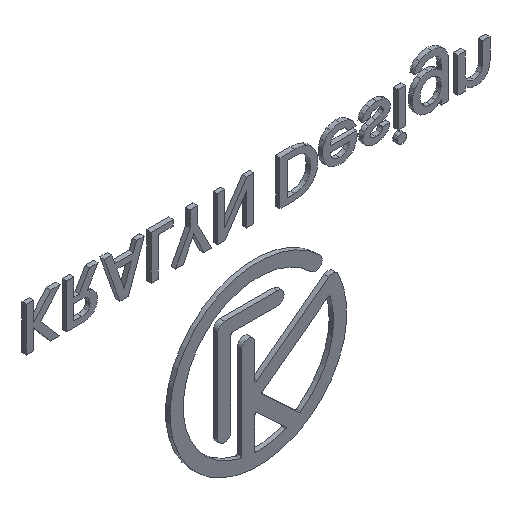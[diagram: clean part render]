
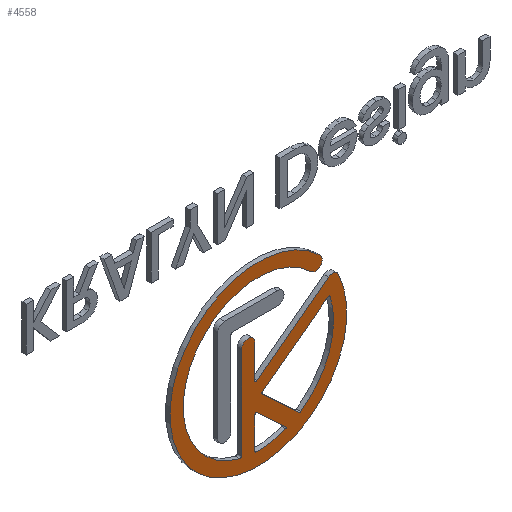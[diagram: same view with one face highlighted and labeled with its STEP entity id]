
A CAD part, isometric view. The second image highlights one B-rep face of the part: STEP entity #4558.
In plain terms, the highlighted planar face has unit normal (0, -1, 0).
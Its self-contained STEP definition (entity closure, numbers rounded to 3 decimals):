
#361=FACE_BOUND('',#822,.T.);
#362=FACE_BOUND('',#823,.T.);
#417=PLANE('',#4878);
#559=FACE_OUTER_BOUND('',#821,.T.);
#821=EDGE_LOOP('',(#3236,#3237,#3238,#3239,#3240,#3241,#3242,#3243,#3244,
#3245));
#822=EDGE_LOOP('',(#3246,#3247,#3248,#3249,#3250,#3251));
#823=EDGE_LOOP('',(#3252,#3253,#3254,#3255,#3256,#3257));
#1088=LINE('',#5863,#1514);
#1093=LINE('',#5878,#1519);
#1100=LINE('',#5896,#1526);
#1105=LINE('',#5920,#1531);
#1110=LINE('',#5935,#1536);
#1113=LINE('',#5947,#1539);
#1118=LINE('',#5965,#1544);
#1514=VECTOR('',#5069,10.);
#1519=VECTOR('',#5082,10.);
#1526=VECTOR('',#5097,10.);
#1531=VECTOR('',#5122,10.);
#1536=VECTOR('',#5141,10.);
#1539=VECTOR('',#5152,10.);
#1544=VECTOR('',#5171,10.);
#1930=CIRCLE('',#4840,0.2);
#1932=CIRCLE('',#4844,0.3);
#1934=CIRCLE('',#4848,0.3);
#1936=CIRCLE('',#4852,0.3);
#1938=CIRCLE('',#4855,17.);
#1940=CIRCLE('',#4858,0.3);
#1942=CIRCLE('',#4862,0.3);
#1944=CIRCLE('',#4865,0.3);
#1946=CIRCLE('',#4869,0.3);
#1949=CIRCLE('',#4874,1.5);
#1950=CIRCLE('',#4876,20.);
#1952=CIRCLE('',#4879,1.5);
#1953=CIRCLE('',#4880,17.);
#1954=CIRCLE('',#4881,1.5);
#1955=CIRCLE('',#4882,17.);
#1976=VERTEX_POINT('',#5853);
#1977=VERTEX_POINT('',#5854);
#1980=VERTEX_POINT('',#5862);
#1982=VERTEX_POINT('',#5868);
#1983=VERTEX_POINT('',#5869);
#1986=VERTEX_POINT('',#5877);
#1988=VERTEX_POINT('',#5883);
#1989=VERTEX_POINT('',#5884);
#1993=VERTEX_POINT('',#5894);
#1994=VERTEX_POINT('',#5898);
#1995=VERTEX_POINT('',#5899);
#1998=VERTEX_POINT('',#5907);
#2000=VERTEX_POINT('',#5913);
#2002=VERTEX_POINT('',#5919);
#2004=VERTEX_POINT('',#5928);
#2006=VERTEX_POINT('',#5937);
#2007=VERTEX_POINT('',#5938);
#2010=VERTEX_POINT('',#5946);
#2013=VERTEX_POINT('',#5954);
#2014=VERTEX_POINT('',#5958);
#2016=VERTEX_POINT('',#5964);
#2017=VERTEX_POINT('',#5967);
#2448=EDGE_CURVE('',#1976,#1977,#1930,.T.);
#2452=EDGE_CURVE('',#1977,#1980,#1088,.T.);
#2455=EDGE_CURVE('',#1982,#1983,#1932,.T.);
#2459=EDGE_CURVE('',#1983,#1986,#1093,.T.);
#2462=EDGE_CURVE('',#1988,#1989,#1934,.F.);
#2468=EDGE_CURVE('',#1993,#1989,#1100,.T.);
#2469=EDGE_CURVE('',#1994,#1995,#1936,.T.);
#2473=EDGE_CURVE('',#1995,#1998,#1938,.T.);
#2476=EDGE_CURVE('',#1998,#2000,#1940,.T.);
#2479=EDGE_CURVE('',#2000,#2002,#1105,.T.);
#2482=EDGE_CURVE('',#1980,#1993,#1942,.T.);
#2484=EDGE_CURVE('',#2002,#2004,#1944,.T.);
#2488=EDGE_CURVE('',#2004,#1994,#1110,.T.);
#2489=EDGE_CURVE('',#2006,#2007,#1946,.T.);
#2493=EDGE_CURVE('',#2007,#2010,#1113,.T.);
#2497=EDGE_CURVE('',#2010,#2013,#1949,.T.);
#2499=EDGE_CURVE('',#2013,#2014,#1950,.T.);
#2502=EDGE_CURVE('',#2016,#2006,#1118,.T.);
#2503=EDGE_CURVE('',#1986,#2016,#1952,.T.);
#2504=EDGE_CURVE('',#1982,#2017,#1953,.T.);
#2505=EDGE_CURVE('',#2014,#2017,#1954,.T.);
#2506=EDGE_CURVE('',#1988,#1976,#1955,.T.);
#3236=ORIENTED_EDGE('',*,*,#2497,.F.);
#3237=ORIENTED_EDGE('',*,*,#2493,.F.);
#3238=ORIENTED_EDGE('',*,*,#2489,.F.);
#3239=ORIENTED_EDGE('',*,*,#2502,.F.);
#3240=ORIENTED_EDGE('',*,*,#2503,.F.);
#3241=ORIENTED_EDGE('',*,*,#2459,.F.);
#3242=ORIENTED_EDGE('',*,*,#2455,.F.);
#3243=ORIENTED_EDGE('',*,*,#2504,.T.);
#3244=ORIENTED_EDGE('',*,*,#2505,.F.);
#3245=ORIENTED_EDGE('',*,*,#2499,.F.);
#3246=ORIENTED_EDGE('',*,*,#2469,.F.);
#3247=ORIENTED_EDGE('',*,*,#2488,.F.);
#3248=ORIENTED_EDGE('',*,*,#2484,.F.);
#3249=ORIENTED_EDGE('',*,*,#2479,.F.);
#3250=ORIENTED_EDGE('',*,*,#2476,.F.);
#3251=ORIENTED_EDGE('',*,*,#2473,.F.);
#3252=ORIENTED_EDGE('',*,*,#2482,.F.);
#3253=ORIENTED_EDGE('',*,*,#2452,.F.);
#3254=ORIENTED_EDGE('',*,*,#2448,.F.);
#3255=ORIENTED_EDGE('',*,*,#2506,.F.);
#3256=ORIENTED_EDGE('',*,*,#2462,.T.);
#3257=ORIENTED_EDGE('',*,*,#2468,.F.);
#4558=ADVANCED_FACE('',(#559,#361,#362),#417,.F.);
#4840=AXIS2_PLACEMENT_3D('',#5855,#5061,#5062);
#4844=AXIS2_PLACEMENT_3D('',#5870,#5074,#5075);
#4848=AXIS2_PLACEMENT_3D('',#5885,#5087,#5088);
#4852=AXIS2_PLACEMENT_3D('',#5900,#5100,#5101);
#4855=AXIS2_PLACEMENT_3D('',#5908,#5108,#5109);
#4858=AXIS2_PLACEMENT_3D('',#5914,#5115,#5116);
#4862=AXIS2_PLACEMENT_3D('',#5925,#5127,#5128);
#4865=AXIS2_PLACEMENT_3D('',#5929,#5133,#5134);
#4869=AXIS2_PLACEMENT_3D('',#5939,#5144,#5145);
#4874=AXIS2_PLACEMENT_3D('',#5955,#5159,#5160);
#4876=AXIS2_PLACEMENT_3D('',#5959,#5164,#5165);
#4878=AXIS2_PLACEMENT_3D('',#5963,#5169,#5170);
#4879=AXIS2_PLACEMENT_3D('',#5966,#5172,#5173);
#4880=AXIS2_PLACEMENT_3D('',#5968,#5174,#5175);
#4881=AXIS2_PLACEMENT_3D('',#5969,#5176,#5177);
#4882=AXIS2_PLACEMENT_3D('',#5970,#5178,#5179);
#5061=DIRECTION('center_axis',(0.,-1.,0.));
#5062=DIRECTION('ref_axis',(0.982,0.,-0.187));
#5069=DIRECTION('',(-0.731,0.,0.682));
#5074=DIRECTION('center_axis',(0.,-1.,0.));
#5075=DIRECTION('ref_axis',(0.614,0.,-0.789));
#5082=DIRECTION('',(0.,0.,1.));
#5087=DIRECTION('center_axis',(0.,-1.,0.));
#5088=DIRECTION('ref_axis',(1.,0.,0.));
#5097=DIRECTION('',(0.,0.,-1.));
#5100=DIRECTION('center_axis',(0.,-1.,0.));
#5101=DIRECTION('ref_axis',(-0.078,0.,-0.997));
#5108=DIRECTION('center_axis',(0.,-1.,0.));
#5109=DIRECTION('ref_axis',(1.,0.,0.));
#5115=DIRECTION('center_axis',(0.,-1.,0.));
#5116=DIRECTION('ref_axis',(0.305,0.,0.952));
#5122=DIRECTION('',(-0.799,0.,-0.602));
#5127=DIRECTION('center_axis',(0.,-1.,0.));
#5128=DIRECTION('ref_axis',(-0.399,0.,0.917));
#5133=DIRECTION('center_axis',(0.,-1.,0.));
#5134=DIRECTION('ref_axis',(-0.999,0.,0.052));
#5141=DIRECTION('',(0.731,0.,-0.682));
#5144=DIRECTION('center_axis',(0.,-1.,0.));
#5145=DIRECTION('ref_axis',(-0.446,0.,-0.895));
#5152=DIRECTION('',(0.799,0.,0.602));
#5159=DIRECTION('center_axis',(0.,1.,0.));
#5160=DIRECTION('ref_axis',(0.24,0.,0.971));
#5164=DIRECTION('center_axis',(0.,1.,0.));
#5165=DIRECTION('ref_axis',(1.,0.,0.));
#5169=DIRECTION('center_axis',(0.,1.,0.));
#5170=DIRECTION('ref_axis',(1.,0.,0.));
#5171=DIRECTION('',(0.,0.,-1.));
#5172=DIRECTION('center_axis',(0.,1.,0.));
#5173=DIRECTION('ref_axis',(-1.,0.,0.));
#5174=DIRECTION('center_axis',(0.,1.,0.));
#5175=DIRECTION('ref_axis',(1.,0.,0.));
#5176=DIRECTION('center_axis',(0.,1.,0.));
#5177=DIRECTION('ref_axis',(1.,0.,-0.029));
#5178=DIRECTION('center_axis',(0.,-1.,0.));
#5179=DIRECTION('ref_axis',(1.,0.,0.));
#5853=CARTESIAN_POINT('',(3.962,0.,-15.714));
#5854=CARTESIAN_POINT('',(4.026,0.,-15.382));
#5855=CARTESIAN_POINT('Origin',(3.889,0.,-15.528));
#5862=CARTESIAN_POINT('',(-2.539,0.,-9.26));
#5863=CARTESIAN_POINT('',(-3.044,0.,-8.79));
#5868=CARTESIAN_POINT('',(-6.417,0.,-16.367));
#5869=CARTESIAN_POINT('',(-6.044,0.,-16.076));
#5870=CARTESIAN_POINT('Origin',(-6.344,0.,-16.076));
#5877=CARTESIAN_POINT('',(-6.044,0.,4.762));
#5878=CARTESIAN_POINT('',(-6.044,0.,-16.731));
#5883=CARTESIAN_POINT('',(-2.753,0.,-16.88));
#5884=CARTESIAN_POINT('',(-3.044,0.,-16.58));
#5885=CARTESIAN_POINT('Origin',(-2.744,0.,-16.58));
#5894=CARTESIAN_POINT('',(-3.044,0.,-9.48));
#5896=CARTESIAN_POINT('',(-3.044,0.,4.762));
#5898=CARTESIAN_POINT('',(6.891,0.,-13.952));
#5899=CARTESIAN_POINT('',(7.263,0.,-13.981));
#5900=CARTESIAN_POINT('Origin',(7.095,0.,-13.732));
#5907=CARTESIAN_POINT('',(13.972,0.,5.215));
#5908=CARTESIAN_POINT('Origin',(-2.244,0.,0.112));
#5913=CARTESIAN_POINT('',(13.506,0.,5.364));
#5914=CARTESIAN_POINT('Origin',(13.686,0.,5.125));
#5919=CARTESIAN_POINT('',(-1.324,0.,-5.81));
#5920=CARTESIAN_POINT('',(16.341,0.,7.501));
#5925=CARTESIAN_POINT('Origin',(-2.744,0.,-9.48));
#5928=CARTESIAN_POINT('',(-1.348,0.,-6.269));
#5929=CARTESIAN_POINT('Origin',(-1.143,0.,-6.05));
#5935=CARTESIAN_POINT('',(-3.044,0.,-4.688));
#5937=CARTESIAN_POINT('',(-3.044,0.,-2.748));
#5938=CARTESIAN_POINT('',(-2.563,0.,-2.988));
#5939=CARTESIAN_POINT('Origin',(-2.744,0.,-2.748));
#5946=CARTESIAN_POINT('',(13.593,0.,9.187));
#5947=CARTESIAN_POINT('',(-3.044,0.,-3.35));
#5954=CARTESIAN_POINT('',(15.853,0.,8.627));
#5955=CARTESIAN_POINT('Origin',(14.496,0.,7.989));
#5958=CARTESIAN_POINT('',(11.737,0.,14.414));
#5959=CARTESIAN_POINT('Origin',(-2.244,0.,0.112));
#5963=CARTESIAN_POINT('Origin',(-2.244,0.,0.112));
#5964=CARTESIAN_POINT('',(-3.044,0.,4.762));
#5965=CARTESIAN_POINT('',(-3.044,0.,4.762));
#5966=CARTESIAN_POINT('Origin',(-4.544,0.,4.762));
#5967=CARTESIAN_POINT('',(9.64,0.,12.269));
#5968=CARTESIAN_POINT('Origin',(-2.244,0.,0.112));
#5969=CARTESIAN_POINT('Origin',(10.688,0.,13.342));
#5970=CARTESIAN_POINT('Origin',(-2.244,0.,0.112));
